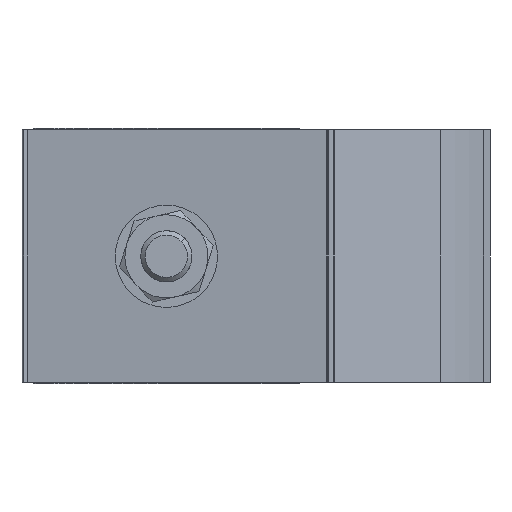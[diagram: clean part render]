
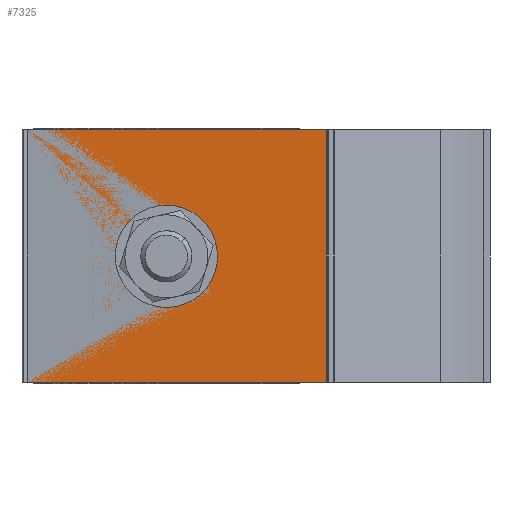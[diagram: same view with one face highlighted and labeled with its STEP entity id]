
A CAD part, left-side view. The second image highlights one B-rep face of the part: STEP entity #7325.
In plain terms, the highlighted face is planar.
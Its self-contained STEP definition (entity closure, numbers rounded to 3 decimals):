
#374 = CARTESIAN_POINT ( 'NONE',  ( -42.827, -15.778, 4.25 ) ) ;
#546 = VECTOR ( 'NONE', #14850, 1000. ) ;
#1243 = DIRECTION ( 'NONE',  ( -0.052, -0.999, 0. ) ) ;
#1353 = EDGE_CURVE ( 'NONE', #18067, #14273, #3256, .T. ) ;
#1549 = CARTESIAN_POINT ( 'NONE',  ( -44.38, -45.421, -19.75 ) ) ;
#1947 = VECTOR ( 'NONE', #14431, 1000. ) ;
#2293 = CARTESIAN_POINT ( 'NONE',  ( -41.907, 1.768, 19.75 ) ) ;
#2597 = LINE ( 'NONE', #15483, #13475 ) ;
#2752 = FACE_OUTER_BOUND ( 'NONE', #12165, .T. ) ;
#3256 = LINE ( 'NONE', #13445, #6084 ) ;
#3499 = ORIENTED_EDGE ( 'NONE', *, *, #18121, .F. ) ;
#4238 = CARTESIAN_POINT ( 'NONE',  ( -43.272, -24.267, 4.25 ) ) ;
#5190 = ORIENTED_EDGE ( 'NONE', *, *, #11824, .F. ) ;
#6004 = EDGE_CURVE ( 'NONE', #10789, #19360, #9444, .T. ) ;
#6084 = VECTOR ( 'NONE', #10012, 1000. ) ;
#6696 = VECTOR ( 'NONE', #14579, 1000. ) ;
#7083 = VERTEX_POINT ( 'NONE', #19992 ) ;
#7325 = ADVANCED_FACE ( 'NONE', ( #17925, #2752 ), #9515, .F. ) ;
#7578 = EDGE_CURVE ( 'NONE', #20120, #18067, #11150, .T. ) ;
#7708 = VECTOR ( 'NONE', #7999, 1000. ) ;
#7849 = DIRECTION ( 'NONE',  ( 0.999, -0.052, 0. ) ) ;
#7999 = DIRECTION ( 'NONE',  ( 0.052, 0.999, 0. ) ) ;
#8088 = LINE ( 'NONE', #20052, #546 ) ;
#8344 = CARTESIAN_POINT ( 'NONE',  ( -42., 0., -19.75 ) ) ;
#8812 = AXIS2_PLACEMENT_3D ( 'NONE', #17820, #7849, #12734 ) ;
#9230 = ORIENTED_EDGE ( 'NONE', *, *, #12262, .F. ) ;
#9342 = LINE ( 'NONE', #16090, #1947 ) ;
#9404 = CARTESIAN_POINT ( 'NONE',  ( -44.38, -45.421, 19.75 ) ) ;
#9444 = LINE ( 'NONE', #4238, #7708 ) ;
#9515 = PLANE ( 'NONE',  #8812 ) ;
#9912 = CARTESIAN_POINT ( 'NONE',  ( -42.827, -15.778, -4.25 ) ) ;
#10012 = DIRECTION ( 'NONE',  ( 0., 0., -1. ) ) ;
#10789 = VERTEX_POINT ( 'NONE', #19207 ) ;
#10796 = DIRECTION ( 'NONE',  ( 0., 0., 1. ) ) ;
#11013 = LINE ( 'NONE', #11123, #20911 ) ;
#11123 = CARTESIAN_POINT ( 'NONE',  ( -43.272, -24.267, -4.25 ) ) ;
#11126 = ORIENTED_EDGE ( 'NONE', *, *, #1353, .F. ) ;
#11150 = LINE ( 'NONE', #17897, #6696 ) ;
#11824 = EDGE_CURVE ( 'NONE', #12006, #20120, #9342, .T. ) ;
#12006 = VERTEX_POINT ( 'NONE', #12220 ) ;
#12165 = EDGE_LOOP ( 'NONE', ( #12445, #11126, #15312, #5190 ) ) ;
#12220 = CARTESIAN_POINT ( 'NONE',  ( -41.907, 1.768, -19.75 ) ) ;
#12262 = EDGE_CURVE ( 'NONE', #19360, #17016, #8088, .T. ) ;
#12445 = ORIENTED_EDGE ( 'NONE', *, *, #18298, .T. ) ;
#12734 = DIRECTION ( 'NONE',  ( 0.052, 0.999, 0. ) ) ;
#13445 = CARTESIAN_POINT ( 'NONE',  ( -44.38, -45.421, 19.75 ) ) ;
#13475 = VECTOR ( 'NONE', #10796, 1000. ) ;
#13501 = ORIENTED_EDGE ( 'NONE', *, *, #18200, .F. ) ;
#14273 = VERTEX_POINT ( 'NONE', #1549 ) ;
#14431 = DIRECTION ( 'NONE',  ( 0., 0., 1. ) ) ;
#14579 = DIRECTION ( 'NONE',  ( -0.052, -0.999, 0. ) ) ;
#14663 = LINE ( 'NONE', #8344, #15603 ) ;
#14850 = DIRECTION ( 'NONE',  ( 0., 0., -1. ) ) ;
#15312 = ORIENTED_EDGE ( 'NONE', *, *, #7578, .F. ) ;
#15483 = CARTESIAN_POINT ( 'NONE',  ( -43.272, -24.267, 4.25 ) ) ;
#15603 = VECTOR ( 'NONE', #1243, 1000. ) ;
#16090 = CARTESIAN_POINT ( 'NONE',  ( -41.907, 1.768, -19.75 ) ) ;
#17016 = VERTEX_POINT ( 'NONE', #9912 ) ;
#17275 = ORIENTED_EDGE ( 'NONE', *, *, #6004, .F. ) ;
#17820 = CARTESIAN_POINT ( 'NONE',  ( -42., 0., 19.75 ) ) ;
#17897 = CARTESIAN_POINT ( 'NONE',  ( -42., 0., 19.75 ) ) ;
#17925 = FACE_BOUND ( 'NONE', #20932, .T. ) ;
#18067 = VERTEX_POINT ( 'NONE', #9404 ) ;
#18121 = EDGE_CURVE ( 'NONE', #7083, #10789, #2597, .T. ) ;
#18200 = EDGE_CURVE ( 'NONE', #17016, #7083, #11013, .T. ) ;
#18298 = EDGE_CURVE ( 'NONE', #12006, #14273, #14663, .T. ) ;
#19207 = CARTESIAN_POINT ( 'NONE',  ( -43.272, -24.267, 4.25 ) ) ;
#19360 = VERTEX_POINT ( 'NONE', #374 ) ;
#19992 = CARTESIAN_POINT ( 'NONE',  ( -43.272, -24.267, -4.25 ) ) ;
#20052 = CARTESIAN_POINT ( 'NONE',  ( -42.827, -15.778, 4.25 ) ) ;
#20120 = VERTEX_POINT ( 'NONE', #2293 ) ;
#20911 = VECTOR ( 'NONE', #21197, 1000. ) ;
#20932 = EDGE_LOOP ( 'NONE', ( #3499, #13501, #9230, #17275 ) ) ;
#21197 = DIRECTION ( 'NONE',  ( -0.052, -0.999, 0. ) ) ;
